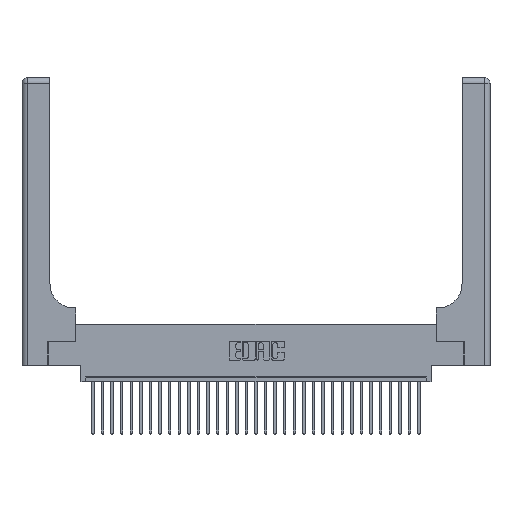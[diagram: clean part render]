
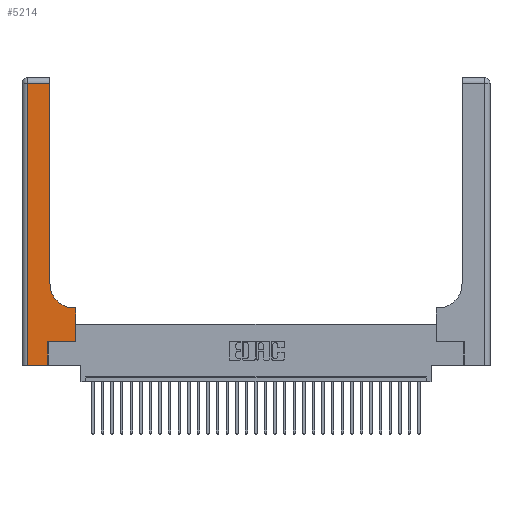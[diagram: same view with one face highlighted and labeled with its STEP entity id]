
A CAD part, top view. The second image highlights one B-rep face of the part: STEP entity #5214.
In plain terms, the highlighted planar face has unit normal (0, 0, 1).
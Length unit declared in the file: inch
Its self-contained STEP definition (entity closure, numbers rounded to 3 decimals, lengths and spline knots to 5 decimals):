
#46 = VERTEX_POINT ( 'NONE', #14189 ) ;
#708 = EDGE_CURVE ( 'NONE', #16914, #10093, #22601, .T. ) ;
#833 = DIRECTION ( 'NONE',  ( -1., 0., 0. ) ) ;
#2361 = DIRECTION ( 'NONE',  ( 1., 0., 0. ) ) ;
#3456 = ORIENTED_EDGE ( 'NONE', *, *, #22202, .T. ) ;
#3607 = CARTESIAN_POINT ( 'NONE',  ( 0.269, 0., 0.37 ) ) ;
#3808 = DIRECTION ( 'NONE',  ( 1., 0., 0. ) ) ;
#3874 = EDGE_CURVE ( 'NONE', #46, #17087, #18590, .T. ) ;
#4675 = FACE_OUTER_BOUND ( 'NONE', #32543, .T. ) ;
#5214 = ADVANCED_FACE ( 'NONE', ( #4675 ), #5698, .F. ) ;
#5698 = PLANE ( 'NONE',  #8592 ) ;
#5845 = VERTEX_POINT ( 'NONE', #19288 ) ;
#6077 = VERTEX_POINT ( 'NONE', #3607 ) ;
#6390 = CARTESIAN_POINT ( 'NONE',  ( 0.06, 0., 0.37 ) ) ;
#6799 = AXIS2_PLACEMENT_3D ( 'NONE', #23531, #8860, #3808 ) ;
#7196 = ORIENTED_EDGE ( 'NONE', *, *, #3874, .T. ) ;
#7731 = CARTESIAN_POINT ( 'NONE',  ( 0.2915, 2.94, 0.37 ) ) ;
#8378 = VECTOR ( 'NONE', #2361, 39.37008 ) ;
#8542 = ORIENTED_EDGE ( 'NONE', *, *, #28297, .T. ) ;
#8592 = AXIS2_PLACEMENT_3D ( 'NONE', #23387, #13323, #20954 ) ;
#8673 = VECTOR ( 'NONE', #13748, 39.37008 ) ;
#8860 = DIRECTION ( 'NONE',  ( 0., 0., -1. ) ) ;
#8882 = VERTEX_POINT ( 'NONE', #26260 ) ;
#9261 = VERTEX_POINT ( 'NONE', #15698 ) ;
#10093 = VERTEX_POINT ( 'NONE', #28270 ) ;
#10696 = EDGE_CURVE ( 'NONE', #17087, #9261, #30203, .T. ) ;
#10719 = CARTESIAN_POINT ( 'NONE',  ( 0., 2.94, 0.37 ) ) ;
#10868 = CARTESIAN_POINT ( 'NONE',  ( 0.269, 0., 0.37 ) ) ;
#10989 = DIRECTION ( 'NONE',  ( 0., 1., 0. ) ) ;
#11273 = VECTOR ( 'NONE', #833, 39.37008 ) ;
#12475 = VERTEX_POINT ( 'NONE', #6390 ) ;
#12916 = VECTOR ( 'NONE', #15000, 39.37008 ) ;
#13323 = DIRECTION ( 'NONE',  ( 0., 0., -1. ) ) ;
#13446 = DIRECTION ( 'NONE',  ( 0., 1., 0. ) ) ;
#13748 = DIRECTION ( 'NONE',  ( -1., 0., 0. ) ) ;
#14189 = CARTESIAN_POINT ( 'NONE',  ( 0.2915, 0.85, 0.37 ) ) ;
#15000 = DIRECTION ( 'NONE',  ( 0., 1., 0. ) ) ;
#15589 = EDGE_CURVE ( 'NONE', #8882, #5845, #26047, .T. ) ;
#15698 = CARTESIAN_POINT ( 'NONE',  ( 0.06, 2.94, 0.37 ) ) ;
#15889 = EDGE_CURVE ( 'NONE', #6077, #16914, #26022, .T. ) ;
#16039 = VECTOR ( 'NONE', #23310, 39.37008 ) ;
#16664 = ORIENTED_EDGE ( 'NONE', *, *, #15589, .T. ) ;
#16772 = ORIENTED_EDGE ( 'NONE', *, *, #17039, .T. ) ;
#16912 = ORIENTED_EDGE ( 'NONE', *, *, #15889, .T. ) ;
#16914 = VERTEX_POINT ( 'NONE', #20548 ) ;
#17039 = EDGE_CURVE ( 'NONE', #9261, #12475, #21585, .T. ) ;
#17087 = VERTEX_POINT ( 'NONE', #7731 ) ;
#17423 = EDGE_CURVE ( 'NONE', #5845, #46, #28240, .T. ) ;
#18590 = LINE ( 'NONE', #27914, #26459 ) ;
#19288 = CARTESIAN_POINT ( 'NONE',  ( 0.5415, 0.6, 0.37 ) ) ;
#19341 = VECTOR ( 'NONE', #10989, 39.37008 ) ;
#19797 = CARTESIAN_POINT ( 'NONE',  ( 0., 0., 0.37 ) ) ;
#20548 = CARTESIAN_POINT ( 'NONE',  ( 0.269, 0.25, 0.37 ) ) ;
#20915 = ORIENTED_EDGE ( 'NONE', *, *, #10696, .T. ) ;
#20954 = DIRECTION ( 'NONE',  ( -1., 0., 0. ) ) ;
#21585 = LINE ( 'NONE', #22360, #16039 ) ;
#21607 = LINE ( 'NONE', #19797, #27161 ) ;
#22045 = LINE ( 'NONE', #27570, #12916 ) ;
#22202 = EDGE_CURVE ( 'NONE', #12475, #6077, #21607, .T. ) ;
#22360 = CARTESIAN_POINT ( 'NONE',  ( 0.06, 3., 0.37 ) ) ;
#22601 = LINE ( 'NONE', #23729, #8378 ) ;
#23310 = DIRECTION ( 'NONE',  ( 0., -1., 0. ) ) ;
#23387 = CARTESIAN_POINT ( 'NONE',  ( 0., 3., 0.37 ) ) ;
#23531 = CARTESIAN_POINT ( 'NONE',  ( 0.5415, 0.85, 0.37 ) ) ;
#23729 = CARTESIAN_POINT ( 'NONE',  ( 0.269, 0.25, 0.37 ) ) ;
#24456 = ORIENTED_EDGE ( 'NONE', *, *, #17423, .T. ) ;
#26022 = LINE ( 'NONE', #10868, #19341 ) ;
#26047 = LINE ( 'NONE', #28648, #8673 ) ;
#26260 = CARTESIAN_POINT ( 'NONE',  ( 0.5585, 0.6, 0.37 ) ) ;
#26459 = VECTOR ( 'NONE', #13446, 39.37008 ) ;
#26493 = ORIENTED_EDGE ( 'NONE', *, *, #708, .T. ) ;
#27161 = VECTOR ( 'NONE', #29511, 39.37008 ) ;
#27570 = CARTESIAN_POINT ( 'NONE',  ( 0.5585, 0.25, 0.37 ) ) ;
#27914 = CARTESIAN_POINT ( 'NONE',  ( 0.2915, 3., 0.37 ) ) ;
#28240 = CIRCLE ( 'NONE', #6799, 0.25 ) ;
#28270 = CARTESIAN_POINT ( 'NONE',  ( 0.5585, 0.25, 0.37 ) ) ;
#28297 = EDGE_CURVE ( 'NONE', #10093, #8882, #22045, .T. ) ;
#28648 = CARTESIAN_POINT ( 'NONE',  ( 0.2915, 0.6, 0.37 ) ) ;
#29511 = DIRECTION ( 'NONE',  ( 1., 0., 0. ) ) ;
#30203 = LINE ( 'NONE', #10719, #11273 ) ;
#32543 = EDGE_LOOP ( 'NONE', ( #7196, #20915, #16772, #3456, #16912, #26493, #8542, #16664, #24456 ) ) ;
